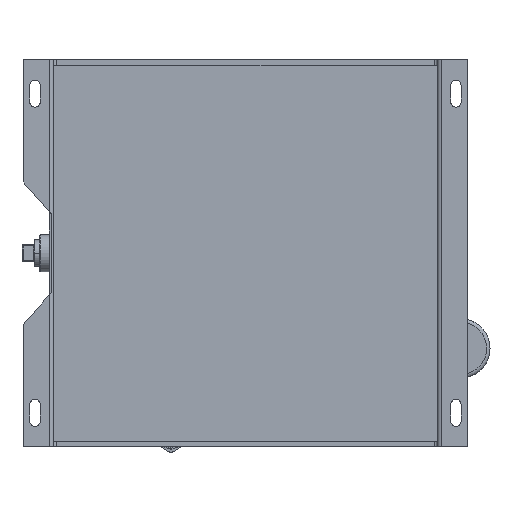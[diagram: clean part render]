
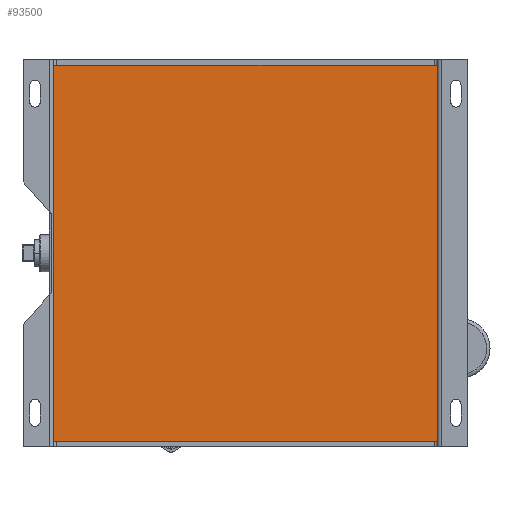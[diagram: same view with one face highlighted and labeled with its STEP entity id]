
A CAD part, front view. The second image highlights one B-rep face of the part: STEP entity #93500.
In plain terms, the highlighted planar face has unit normal (0, -1, 0).
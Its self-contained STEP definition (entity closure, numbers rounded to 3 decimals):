
#242 = EDGE_CURVE ( 'NONE', #124845, #28519, #40290, .T. ) ;
#4071 = CARTESIAN_POINT ( 'NONE',  ( 31.382, 0.441, 0. ) ) ;
#22700 = CARTESIAN_POINT ( 'NONE',  ( 0.066, 0.441, -13.85 ) ) ;
#23968 = LINE ( 'NONE', #87878, #41521 ) ;
#26853 = VECTOR ( 'NONE', #29523, 39.37 ) ;
#28519 = VERTEX_POINT ( 'NONE', #81566 ) ;
#29523 = DIRECTION ( 'NONE',  ( 0., 0., 1. ) ) ;
#30861 = CARTESIAN_POINT ( 'NONE',  ( 0.066, 0.441, 0. ) ) ;
#31036 = CARTESIAN_POINT ( 'NONE',  ( 14.191, 0.441, 0. ) ) ;
#33744 = VECTOR ( 'NONE', #40470, 39.37 ) ;
#35906 = VECTOR ( 'NONE', #83622, 39.37 ) ;
#36525 = ORIENTED_EDGE ( 'NONE', *, *, #106072, .F. ) ;
#38824 = PLANE ( 'NONE',  #78105 ) ;
#40290 = LINE ( 'NONE', #30861, #26853 ) ;
#40470 = DIRECTION ( 'NONE',  ( 0., 0., -1. ) ) ;
#41521 = VECTOR ( 'NONE', #88550, 39.37 ) ;
#45849 = EDGE_LOOP ( 'NONE', ( #87885, #49249, #36525, #62639 ) ) ;
#46129 = CARTESIAN_POINT ( 'NONE',  ( 14.191, 0.441, -13.85 ) ) ;
#46299 = CARTESIAN_POINT ( 'NONE',  ( 14.191, 0.441, 0. ) ) ;
#49249 = ORIENTED_EDGE ( 'NONE', *, *, #242, .F. ) ;
#59006 = DIRECTION ( 'NONE',  ( 0., 0., 1. ) ) ;
#62639 = ORIENTED_EDGE ( 'NONE', *, *, #73054, .F. ) ;
#67767 = FACE_OUTER_BOUND ( 'NONE', #45849, .T. ) ;
#73054 = EDGE_CURVE ( 'NONE', #81923, #99679, #123225, .T. ) ;
#78105 = AXIS2_PLACEMENT_3D ( 'NONE', #130365, #129709, #59006 ) ;
#81566 = CARTESIAN_POINT ( 'NONE',  ( 0.066, 0.441, 0. ) ) ;
#81923 = VERTEX_POINT ( 'NONE', #46299 ) ;
#83622 = DIRECTION ( 'NONE',  ( 1., 0., 0. ) ) ;
#87878 = CARTESIAN_POINT ( 'NONE',  ( 31.382, 0.441, -13.85 ) ) ;
#87885 = ORIENTED_EDGE ( 'NONE', *, *, #111020, .F. ) ;
#88550 = DIRECTION ( 'NONE',  ( -1., 0., 0. ) ) ;
#93500 = ADVANCED_FACE ( 'NONE', ( #67767 ), #38824, .F. ) ;
#96329 = LINE ( 'NONE', #4071, #35906 ) ;
#99679 = VERTEX_POINT ( 'NONE', #46129 ) ;
#106072 = EDGE_CURVE ( 'NONE', #99679, #124845, #23968, .T. ) ;
#111020 = EDGE_CURVE ( 'NONE', #28519, #81923, #96329, .T. ) ;
#123225 = LINE ( 'NONE', #31036, #33744 ) ;
#124845 = VERTEX_POINT ( 'NONE', #22700 ) ;
#129709 = DIRECTION ( 'NONE',  ( 0., 1., 0. ) ) ;
#130365 = CARTESIAN_POINT ( 'NONE',  ( 31.382, 0.441, 0. ) ) ;
